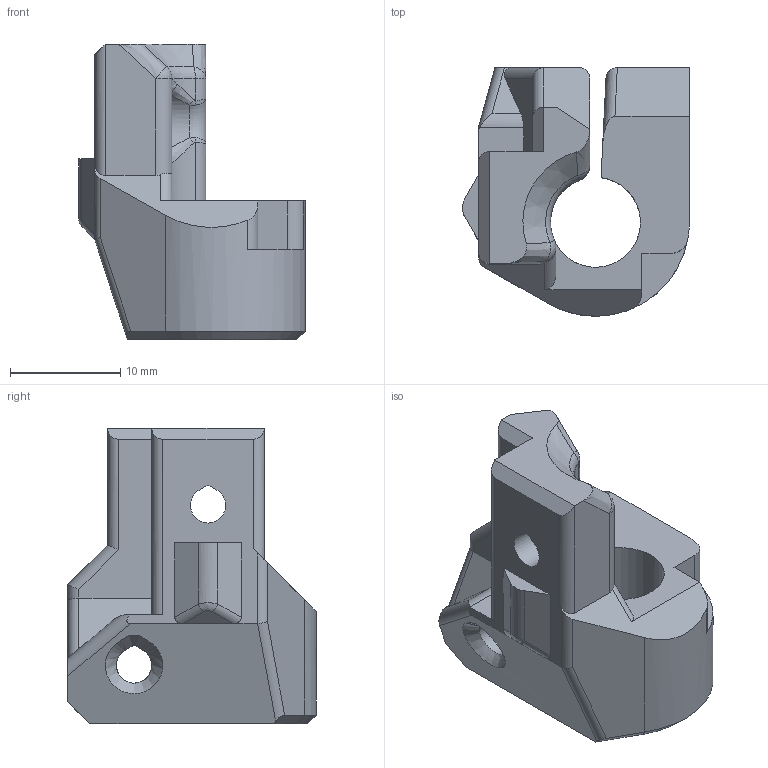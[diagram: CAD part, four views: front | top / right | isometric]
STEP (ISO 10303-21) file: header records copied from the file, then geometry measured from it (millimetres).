
FILE_DESCRIPTION(('FreeCAD Model'),'2;1');
FILE_NAME('pinda-mount.step', '2020-03-15T23:52:53',('Author'),(''), 'Open CASCADE STEP processor 7.3','FreeCAD','Unknown');
FILE_SCHEMA(('AUTOMOTIVE_DESIGN { 1 0 10303 214 1 1 1 1 }'));
Length unit declared in the file: millimetre
Products named in the file (1): pinda_mount
Bounding box: 20.53 x 22.5 x 26.8 mm (x, y, z)
Volume: 4592.8 mm3; surface area: 2927.1 mm2
Topology: 1 solids, 1 shells, 122 faces, 327 edges, 207 vertices
Faces by surface type: plane 66, cylinder 34, bspline 14, cone 3, torus 3, sphere 2
Entity records: 10691 total; most frequent: CARTESIAN_POINT 4440, DIRECTION 1080, LINE 674, VECTOR 674, ORIENTED_EDGE 650, PCURVE 650, DEFINITIONAL_REPRESENTATION 650, EDGE_CURVE 325
